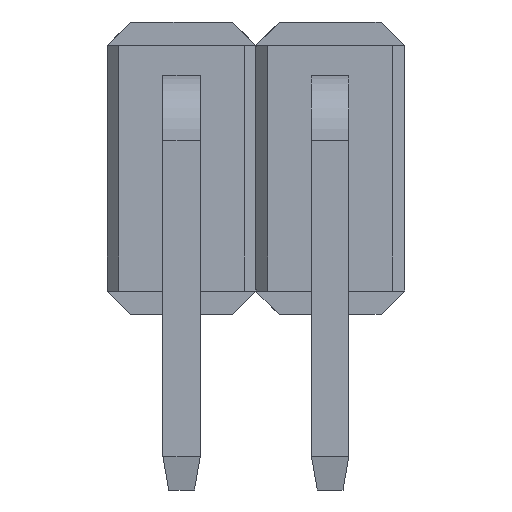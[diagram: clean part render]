
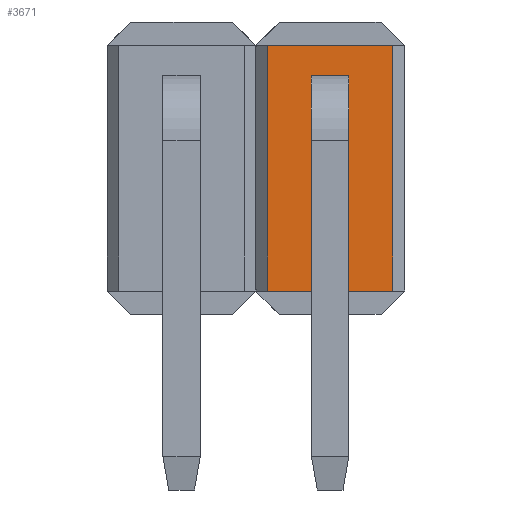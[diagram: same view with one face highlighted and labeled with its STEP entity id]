
A CAD part, front view. The second image highlights one B-rep face of the part: STEP entity #3671.
In plain terms, the highlighted planar face has unit normal (0, -1, 0).
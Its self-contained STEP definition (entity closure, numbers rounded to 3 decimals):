
#9 = VERTEX_POINT ( 'NONE', #1381 ) ;
#40 = CARTESIAN_POINT ( 'NONE',  ( -0.32, 0.54, 0.95 ) ) ;
#52 = VECTOR ( 'NONE', #1609, 1000. ) ;
#147 = LINE ( 'NONE', #2286, #52 ) ;
#153 = DIRECTION ( 'NONE',  ( -1., 0., 0. ) ) ;
#169 = CARTESIAN_POINT ( 'NONE',  ( -0.32, 0.54, -0.95 ) ) ;
#218 = CARTESIAN_POINT ( 'NONE',  ( -0.32, 0.54, -0.95 ) ) ;
#270 = ORIENTED_EDGE ( 'NONE', *, *, #372, .T. ) ;
#290 = LINE ( 'NONE', #1607, #3678 ) ;
#369 = ORIENTED_EDGE ( 'NONE', *, *, #1060, .T. ) ;
#372 = EDGE_CURVE ( 'NONE', #1424, #2985, #639, .T. ) ;
#373 = ORIENTED_EDGE ( 'NONE', *, *, #2171, .T. ) ;
#398 = FACE_OUTER_BOUND ( 'NONE', #3823, .T. ) ;
#469 = LINE ( 'NONE', #1555, #3005 ) ;
#577 = VECTOR ( 'NONE', #2444, 1000. ) ;
#618 = CARTESIAN_POINT ( 'NONE',  ( -0.32, 0.54, 0.95 ) ) ;
#639 = LINE ( 'NONE', #218, #4107 ) ;
#714 = EDGE_LOOP ( 'NONE', ( #4144, #3624, #3569, #2222 ) ) ;
#722 = CARTESIAN_POINT ( 'NONE',  ( 0.32, 0.54, 1.59 ) ) ;
#734 = LINE ( 'NONE', #2526, #2293 ) ;
#767 = LINE ( 'NONE', #3919, #3285 ) ;
#776 = EDGE_CURVE ( 'NONE', #3625, #1424, #3363, .T. ) ;
#802 = VERTEX_POINT ( 'NONE', #3499 ) ;
#817 = VERTEX_POINT ( 'NONE', #3510 ) ;
#913 = VERTEX_POINT ( 'NONE', #2524 ) ;
#923 = EDGE_CURVE ( 'NONE', #2218, #9, #2452, .T. ) ;
#942 = EDGE_LOOP ( 'NONE', ( #369, #2708, #3023, #270 ) ) ;
#990 = EDGE_CURVE ( 'NONE', #2045, #2218, #469, .T. ) ;
#1060 = EDGE_CURVE ( 'NONE', #2985, #802, #147, .T. ) ;
#1078 = FACE_BOUND ( 'NONE', #714, .T. ) ;
#1215 = DIRECTION ( 'NONE',  ( 1., 0., 0. ) ) ;
#1245 = DIRECTION ( 'NONE',  ( 0., 0., 1. ) ) ;
#1261 = DIRECTION ( 'NONE',  ( 1., 0., 0. ) ) ;
#1381 = CARTESIAN_POINT ( 'NONE',  ( 1.07, 0.54, 2.1 ) ) ;
#1424 = VERTEX_POINT ( 'NONE', #169 ) ;
#1472 = CARTESIAN_POINT ( 'NONE',  ( -1.07, 0.54, 2.1 ) ) ;
#1555 = CARTESIAN_POINT ( 'NONE',  ( -1.07, 0.54, -2.1 ) ) ;
#1607 = CARTESIAN_POINT ( 'NONE',  ( -0.32, 0.54, 1.59 ) ) ;
#1609 = DIRECTION ( 'NONE',  ( 0., 0., -1. ) ) ;
#1616 = DIRECTION ( 'NONE',  ( 0., 1., 0. ) ) ;
#1684 = CARTESIAN_POINT ( 'NONE',  ( -1.07, 0.54, -2.1 ) ) ;
#1863 = CARTESIAN_POINT ( 'NONE',  ( -1.27, 0.54, -2.1 ) ) ;
#1875 = DIRECTION ( 'NONE',  ( -1., 0., 0. ) ) ;
#1933 = DIRECTION ( 'NONE',  ( 0., 0., 1. ) ) ;
#2011 = ORIENTED_EDGE ( 'NONE', *, *, #923, .F. ) ;
#2045 = VERTEX_POINT ( 'NONE', #1684 ) ;
#2063 = FACE_BOUND ( 'NONE', #942, .T. ) ;
#2115 = LINE ( 'NONE', #40, #2774 ) ;
#2151 = VERTEX_POINT ( 'NONE', #3063 ) ;
#2171 = EDGE_CURVE ( 'NONE', #817, #9, #2450, .T. ) ;
#2193 = DIRECTION ( 'NONE',  ( 1., 0., 0. ) ) ;
#2203 = AXIS2_PLACEMENT_3D ( 'NONE', #3570, #1616, #3881 ) ;
#2216 = CARTESIAN_POINT ( 'NONE',  ( -0.32, 0.54, 1.59 ) ) ;
#2218 = VERTEX_POINT ( 'NONE', #1472 ) ;
#2222 = ORIENTED_EDGE ( 'NONE', *, *, #4212, .T. ) ;
#2286 = CARTESIAN_POINT ( 'NONE',  ( 0.32, 0.54, -0.95 ) ) ;
#2291 = VECTOR ( 'NONE', #1933, 1000. ) ;
#2293 = VECTOR ( 'NONE', #1875, 1000. ) ;
#2389 = EDGE_CURVE ( 'NONE', #2045, #817, #2493, .T. ) ;
#2396 = VECTOR ( 'NONE', #2193, 1000. ) ;
#2400 = EDGE_CURVE ( 'NONE', #802, #3625, #734, .T. ) ;
#2444 = DIRECTION ( 'NONE',  ( 0., 0., 1. ) ) ;
#2450 = LINE ( 'NONE', #2751, #577 ) ;
#2452 = LINE ( 'NONE', #2858, #4060 ) ;
#2493 = LINE ( 'NONE', #1863, #2396 ) ;
#2524 = CARTESIAN_POINT ( 'NONE',  ( 0.32, 0.54, 0.95 ) ) ;
#2526 = CARTESIAN_POINT ( 'NONE',  ( -0.32, 0.54, -1.59 ) ) ;
#2556 = DIRECTION ( 'NONE',  ( 1., 0., 0. ) ) ;
#2708 = ORIENTED_EDGE ( 'NONE', *, *, #2400, .T. ) ;
#2751 = CARTESIAN_POINT ( 'NONE',  ( 1.07, 0.54, -2.1 ) ) ;
#2774 = VECTOR ( 'NONE', #153, 1000. ) ;
#2811 = EDGE_CURVE ( 'NONE', #2151, #4022, #3891, .T. ) ;
#2858 = CARTESIAN_POINT ( 'NONE',  ( -1.27, 0.54, 2.1 ) ) ;
#2919 = PLANE ( 'NONE',  #2203 ) ;
#2985 = VERTEX_POINT ( 'NONE', #3004 ) ;
#3004 = CARTESIAN_POINT ( 'NONE',  ( 0.32, 0.54, -0.95 ) ) ;
#3005 = VECTOR ( 'NONE', #1245, 1000. ) ;
#3023 = ORIENTED_EDGE ( 'NONE', *, *, #776, .T. ) ;
#3052 = DIRECTION ( 'NONE',  ( 0., 0., 1. ) ) ;
#3063 = CARTESIAN_POINT ( 'NONE',  ( -0.32, 0.54, 0.95 ) ) ;
#3238 = VERTEX_POINT ( 'NONE', #722 ) ;
#3285 = VECTOR ( 'NONE', #4260, 1000. ) ;
#3363 = LINE ( 'NONE', #3679, #4228 ) ;
#3499 = CARTESIAN_POINT ( 'NONE',  ( 0.32, 0.54, -1.59 ) ) ;
#3510 = CARTESIAN_POINT ( 'NONE',  ( 1.07, 0.54, -2.1 ) ) ;
#3551 = CARTESIAN_POINT ( 'NONE',  ( -0.32, 0.54, -1.59 ) ) ;
#3569 = ORIENTED_EDGE ( 'NONE', *, *, #3631, .T. ) ;
#3570 = CARTESIAN_POINT ( 'NONE',  ( -1.27, 0.54, 2.1 ) ) ;
#3578 = ORIENTED_EDGE ( 'NONE', *, *, #2389, .T. ) ;
#3624 = ORIENTED_EDGE ( 'NONE', *, *, #2811, .T. ) ;
#3625 = VERTEX_POINT ( 'NONE', #3551 ) ;
#3631 = EDGE_CURVE ( 'NONE', #4022, #3238, #290, .T. ) ;
#3671 = ADVANCED_FACE ( 'NONE', ( #2063, #1078, #398 ), #2919, .F. ) ;
#3678 = VECTOR ( 'NONE', #1261, 1000. ) ;
#3679 = CARTESIAN_POINT ( 'NONE',  ( -0.32, 0.54, -0.95 ) ) ;
#3766 = ORIENTED_EDGE ( 'NONE', *, *, #990, .F. ) ;
#3823 = EDGE_LOOP ( 'NONE', ( #3578, #373, #2011, #3766 ) ) ;
#3881 = DIRECTION ( 'NONE',  ( 0., 0., 1. ) ) ;
#3885 = EDGE_CURVE ( 'NONE', #913, #2151, #2115, .T. ) ;
#3891 = LINE ( 'NONE', #618, #2291 ) ;
#3919 = CARTESIAN_POINT ( 'NONE',  ( 0.32, 0.54, 0.95 ) ) ;
#4022 = VERTEX_POINT ( 'NONE', #2216 ) ;
#4060 = VECTOR ( 'NONE', #2556, 1000. ) ;
#4107 = VECTOR ( 'NONE', #1215, 1000. ) ;
#4144 = ORIENTED_EDGE ( 'NONE', *, *, #3885, .T. ) ;
#4212 = EDGE_CURVE ( 'NONE', #3238, #913, #767, .T. ) ;
#4228 = VECTOR ( 'NONE', #3052, 1000. ) ;
#4260 = DIRECTION ( 'NONE',  ( 0., 0., -1. ) ) ;
